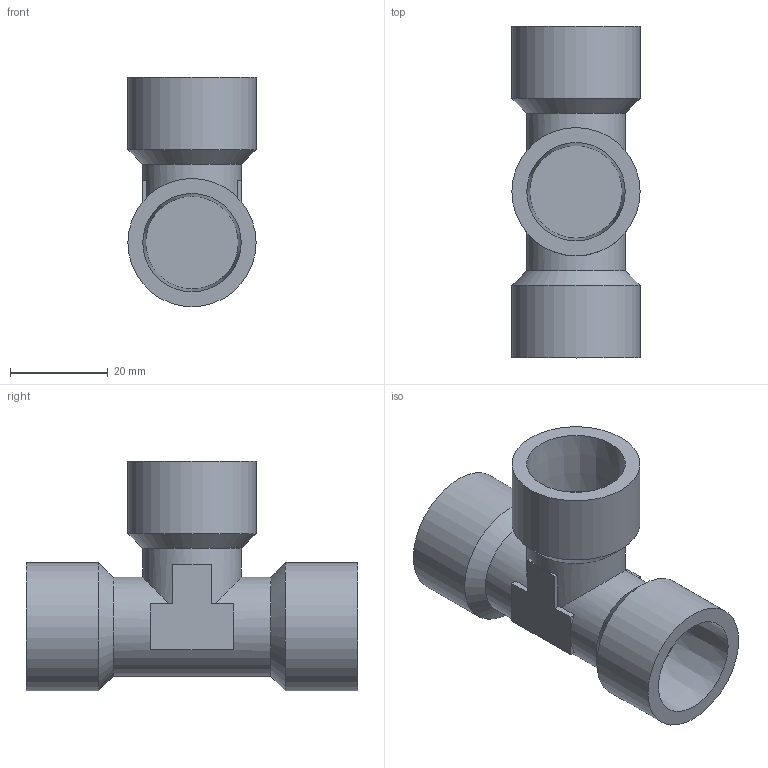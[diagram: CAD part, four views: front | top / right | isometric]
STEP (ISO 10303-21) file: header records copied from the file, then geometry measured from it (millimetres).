
FILE_DESCRIPTION(/* description */ ('Unknown'),/* implementation_level */ '2;1');
FILE_NAME(/* name */ 'A11.1;2',/* time_stamp */ '2019-02-13T10:24:33-05:00',/* author */ ('Unknown'),/* organization */ ('Unknown'),/* preprocessor_version */ 'ST-DEVELOPER v16.7',/* originating_system */ 'DEX',/* authorisation */ $);
FILE_SCHEMA (('AUTOMOTIVE_DESIGN {1 0 10303 214 3 1 1}'));
Length unit declared in the file: millimetre
Products named in the file (1): A11.1;2
Bounding box: 26.2 x 67.8 x 46.9 mm (x, y, z)
Volume: 26924.3 mm3; surface area: 11237.4 mm2
Topology: 1 solids, 1 shells, 44 faces, 109 edges, 70 vertices
Faces by surface type: plane 30, cylinder 8, cone 6
Full cylindrical faces by diameter (mm): 18.923 x3, 20.2 x2, 26.2 x3
Entity records: 1473 total; most frequent: DIRECTION 210, CARTESIAN_POINT 189, ORIENTED_EDGE 168, EDGE_CURVE 84, AXIS2_PLACEMENT_3D 81, EDGE_LOOP 62, FACE_BOUND 62, VERTEX_POINT 60
